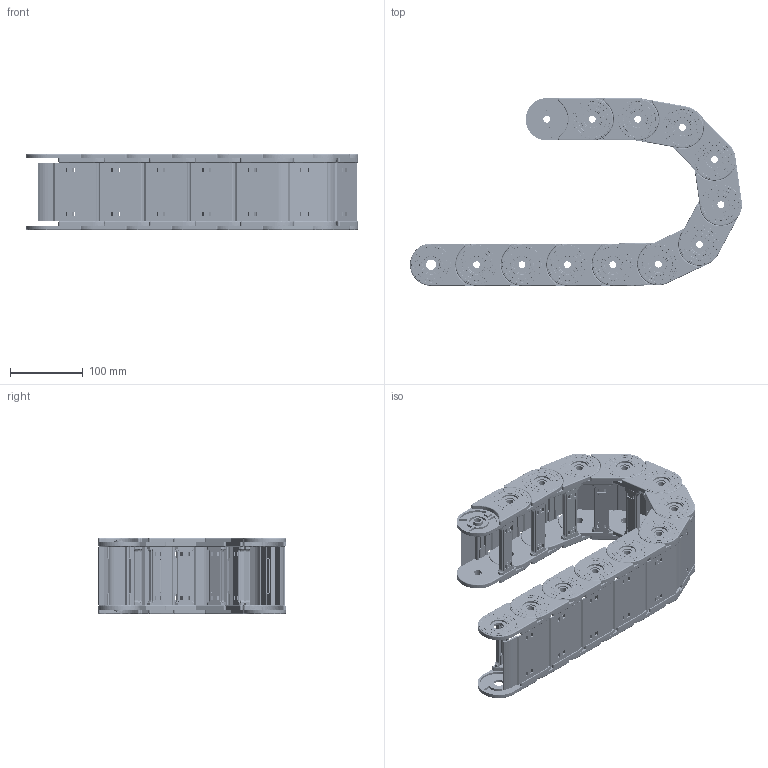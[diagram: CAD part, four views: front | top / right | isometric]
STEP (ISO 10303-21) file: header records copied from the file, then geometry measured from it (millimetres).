
FILE_DESCRIPTION (( 'STEP AP214' ), '1' );
FILE_NAME ('CK42-Y080-R100.STEP', '2019-09-10T07:02:17', ( '' ), ( '' ), 'SwSTEP 2.0', 'SolidWorks 2017', '' );
FILE_SCHEMA (( 'AUTOMOTIVE_DESIGN' ));
Length unit declared in the file: millimetre
Products named in the file (2): CK42-Y080; CK42-Y080-R100
Assembly tree (12 placements, depth 2):
  CK42-Y080-R100
    CK42-Y080  x12
Bounding box: 456.47 x 258 x 105.3 mm (x, y, z)
Volume: 1104489.6 mm3; surface area: 734881.3 mm2
Topology: 48 solids, 48 shells, 7932 faces, 20616 edges, 13056 vertices
Faces by surface type: cylinder 3360, plane 3252, bspline 936, torus 240, sphere 144
Entity records: 34986 total; most frequent: CARTESIAN_POINT 20035, ORIENTED_EDGE 3404, DIRECTION 2512, EDGE_CURVE 1702, VERTEX_POINT 1088, VECTOR 916, LINE 916, AXIS2_PLACEMENT_3D 798
